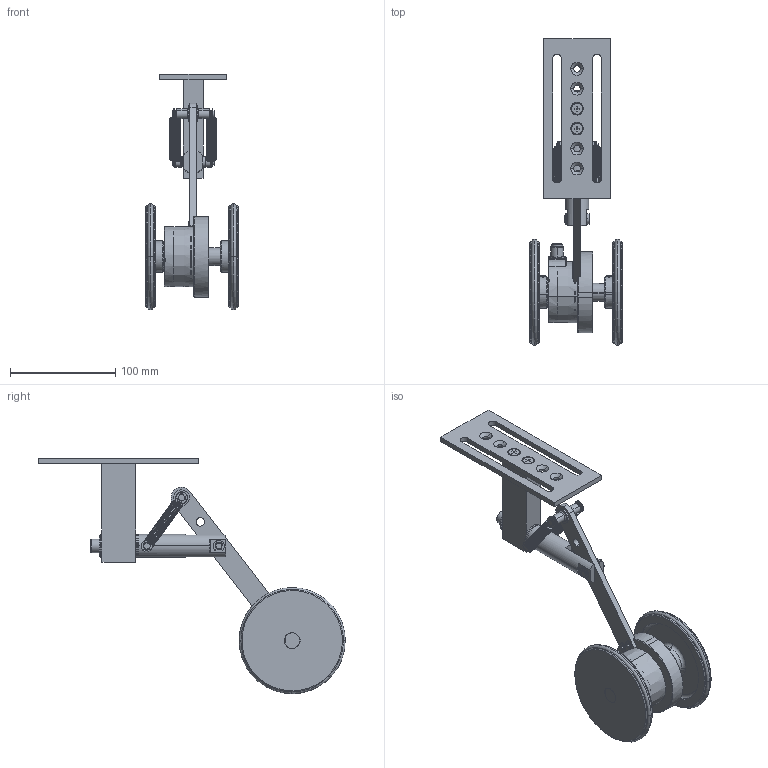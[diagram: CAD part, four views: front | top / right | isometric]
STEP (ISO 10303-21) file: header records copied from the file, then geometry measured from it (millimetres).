
FILE_DESCRIPTION (( 'STEP AP214' ), '1' );
FILE_NAME ('AR01-1250-HM12-A.STEP', '2024-10-22T13:32:15', ( '' ), ( '' ), 'SwSTEP 2.0', 'SolidWorks 2021', '' );
FILE_SCHEMA (( 'AUTOMOTIVE_DESIGN' ));
Length unit declared in the file: inch
Products named in the file (10): AR01-1250-HM12-A 2 SPRINGSB; AR01-1250-HM12-A MAIN; AR01-1250-HM12-A TOP PIN HDW; AR01-1250-HM12-A PLATE SCREW; AR01-1250-HM12-A BOTTOM PIN HDW; AR01-1250-HM12-A C PIVOT; AR01-1250-HM12-A LOWER P-PIN; AR01-1250-HM12-A PLATE; AR01-1250-HM12-A; AR01-1250-HM12-A EN ARM
Assembly tree (10 placements, depth 2):
  AR01-1250-HM12-A
    AR01-1250-HM12-A MAIN
    AR01-1250-HM12-A PLATE
    AR01-1250-HM12-A PLATE SCREW  x2
    AR01-1250-HM12-A TOP PIN HDW
    AR01-1250-HM12-A BOTTOM PIN HDW
    AR01-1250-HM12-A LOWER P-PIN
    AR01-1250-HM12-A 2 SPRINGSB
    AR01-1250-HM12-A EN ARM
    AR01-1250-HM12-A C PIVOT
Bounding box: 88 x 291.83 x 224.19 mm (x, y, z)
Volume: 339147.2 mm3; surface area: 166707.3 mm2
Topology: 45 solids, 45 shells, 2094 faces, 5568 edges, 3600 vertices
Faces by surface type: plane 1049, cylinder 553, cone 275, torus 134, bspline 79, sphere 4
Entity records: 107985 total; most frequent: CARTESIAN_POINT 48646, ORIENTED_EDGE 10914, DIRECTION 10840, EDGE_CURVE 5457, AXIS2_PLACEMENT_3D 3730, VERTEX_POINT 3552, LINE 3380, VECTOR 3380
